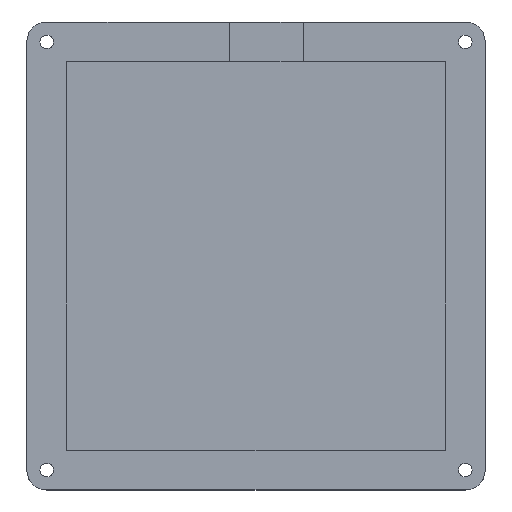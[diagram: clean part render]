
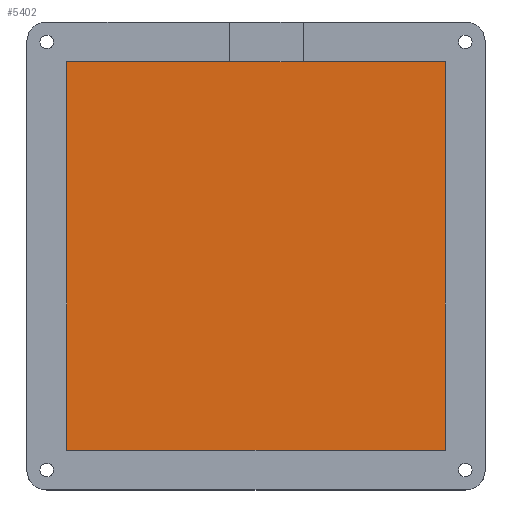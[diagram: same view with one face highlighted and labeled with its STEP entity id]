
A CAD part, top view. The second image highlights one B-rep face of the part: STEP entity #5402.
In plain terms, the highlighted planar face has unit normal (0, 0, 1).
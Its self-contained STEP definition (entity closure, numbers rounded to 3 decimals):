
#580=PLANE('',#5585);
#860=FACE_OUTER_BOUND('',#1174,.T.);
#1174=EDGE_LOOP('',(#5045,#5046,#5047,#5048));
#1679=LINE('',#10318,#2177);
#1680=LINE('',#10320,#2178);
#1681=LINE('',#10322,#2179);
#1682=LINE('',#10323,#2180);
#2177=VECTOR('',#6398,10.);
#2178=VECTOR('',#6399,10.);
#2179=VECTOR('',#6400,10.);
#2180=VECTOR('',#6401,10.);
#2733=VERTEX_POINT('',#10316);
#2734=VERTEX_POINT('',#10317);
#2735=VERTEX_POINT('',#10319);
#2736=VERTEX_POINT('',#10321);
#3513=EDGE_CURVE('',#2733,#2734,#1679,.T.);
#3514=EDGE_CURVE('',#2735,#2733,#1680,.T.);
#3515=EDGE_CURVE('',#2736,#2735,#1681,.T.);
#3516=EDGE_CURVE('',#2734,#2736,#1682,.T.);
#5045=ORIENTED_EDGE('',*,*,#3513,.F.);
#5046=ORIENTED_EDGE('',*,*,#3514,.F.);
#5047=ORIENTED_EDGE('',*,*,#3515,.F.);
#5048=ORIENTED_EDGE('',*,*,#3516,.F.);
#5402=ADVANCED_FACE('',(#860),#580,.T.);
#5585=AXIS2_PLACEMENT_3D('',#10315,#6396,#6397);
#6396=DIRECTION('center_axis',(0.,0.,1.));
#6397=DIRECTION('ref_axis',(1.,0.,0.));
#6398=DIRECTION('',(0.,1.,0.));
#6399=DIRECTION('',(-1.,0.,0.));
#6400=DIRECTION('',(0.,-1.,0.));
#6401=DIRECTION('',(1.,0.,0.));
#10315=CARTESIAN_POINT('Origin',(47.625,48.825,3.));
#10316=CARTESIAN_POINT('',(0.,0.,3.));
#10317=CARTESIAN_POINT('',(0.,97.65,3.));
#10318=CARTESIAN_POINT('',(0.,24.413,3.));
#10319=CARTESIAN_POINT('',(95.25,0.,3.));
#10320=CARTESIAN_POINT('',(71.438,0.,3.));
#10321=CARTESIAN_POINT('',(95.25,97.65,3.));
#10322=CARTESIAN_POINT('',(95.25,73.238,3.));
#10323=CARTESIAN_POINT('',(23.813,97.65,3.));
